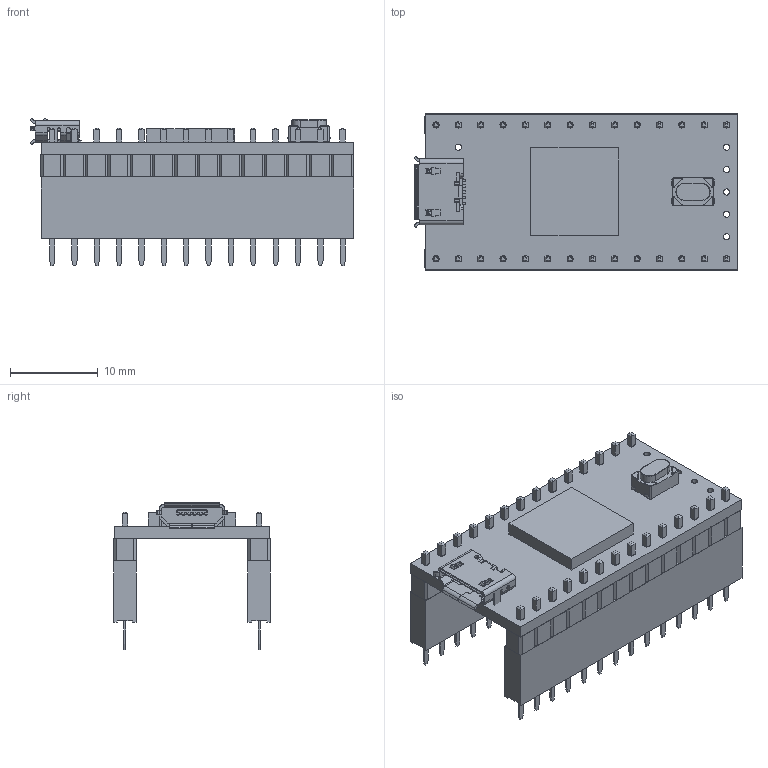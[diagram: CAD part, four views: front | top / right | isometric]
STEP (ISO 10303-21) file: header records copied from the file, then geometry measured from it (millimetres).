
FILE_DESCRIPTION (( 'STEP AP214' ), '1' );
FILE_NAME ('Teensy_4.0_Assembly_pins.STEP', '2024-05-24T07:31:38', ( '' ), ( '' ), 'SwSTEP 2.0', 'SolidWorks 2022', '' );
FILE_SCHEMA (( 'AUTOMOTIVE_DESIGN' ));
Length unit declared in the file: millimetre
Products named in the file (7): Micro USB-B Female 5Pin SMD_1; NXP iMXRT1062_1; Teensy_4.0_PCB_1; SKRPACE010 v4_1; PinHeader_1x14_P2.54mm_Vertical; PinSocket_1x14_P2.54mm_Vertical; Teensy_4.0_Assembly_pins
Assembly tree (8 placements, depth 2):
  Teensy_4.0_Assembly_pins
    Teensy_4.0_PCB_1
    Micro USB-B Female 5Pin SMD_1
    NXP iMXRT1062_1
    SKRPACE010 v4_1
    PinHeader_1x14_P2.54mm_Vertical  x2
    PinSocket_1x14_P2.54mm_Vertical  x2
Bounding box: 36.8 x 17.8 x 16.77 mm (x, y, z)
Volume: 2829.4 mm3; surface area: 5557.4 mm2
Topology: 14 solids, 14 shells, 2207 faces, 5772 edges, 3721 vertices
Faces by surface type: plane 1903, cylinder 277, bspline 15, torus 12
Entity records: 48506 total; most frequent: CARTESIAN_POINT 8294, ORIENTED_EDGE 7788, DIRECTION 7289, EDGE_CURVE 3894, VECTOR 3281, LINE 3281, VERTEX_POINT 2525, AXIS2_PLACEMENT_3D 2004
